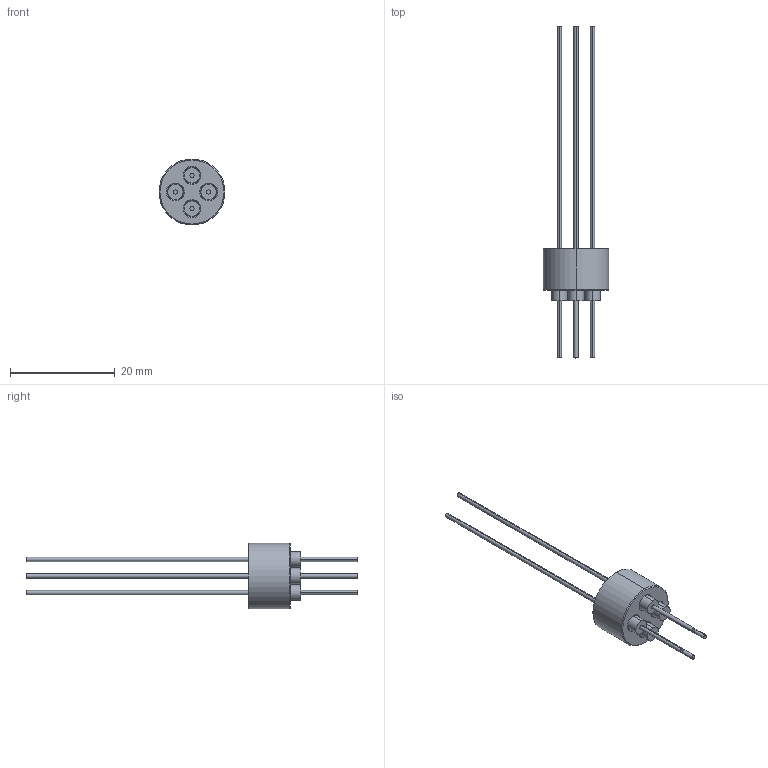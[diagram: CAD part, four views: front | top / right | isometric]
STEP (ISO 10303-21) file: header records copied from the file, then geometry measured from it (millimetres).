
FILE_DESCRIPTION (( 'STEP AP214' ), '1' );
FILE_NAME ('9299-05-W.STEP', '2026-01-26T16:40:44', ( '' ), ( '' ), 'SwSTEP 2.0', 'SolidWorks 2022', '' );
FILE_SCHEMA (( 'AUTOMOTIVE_DESIGN' ));
Length unit declared in the file: millimetre
Products named in the file (1): 9299-05-W
Bounding box: 12.62 x 63.5 x 12.62 mm (x, y, z)
Volume: 533 mm3; surface area: 1578.1 mm2
Topology: 1 solids, 1 shells, 95 faces, 190 edges, 126 vertices
Faces by surface type: cylinder 44, plane 31, cone 18, bspline 2
Entity records: 3318 total; most frequent: CARTESIAN_POINT 654, DIRECTION 498, ORIENTED_EDGE 380, AXIS2_PLACEMENT_3D 218, EDGE_CURVE 190, VERTEX_POINT 126, CIRCLE 124, EDGE_LOOP 124
